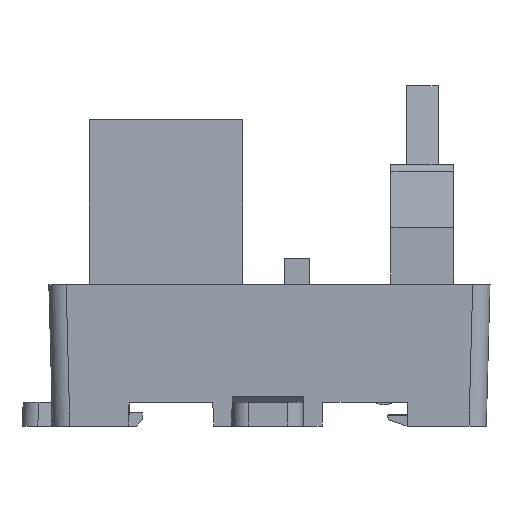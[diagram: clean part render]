
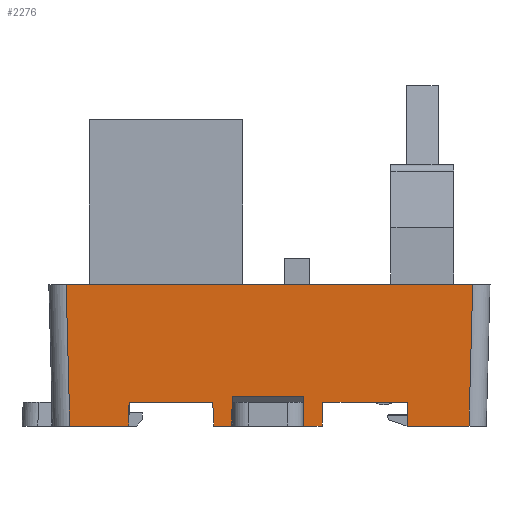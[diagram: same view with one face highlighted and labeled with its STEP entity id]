
A CAD part, left-side view. The second image highlights one B-rep face of the part: STEP entity #2276.
In plain terms, the highlighted planar face has unit normal (-1, 0, -0.026).
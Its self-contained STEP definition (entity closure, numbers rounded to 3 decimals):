
#1512=FACE_OUTER_BOUND('',#4123,.T.);
#2276=ADVANCED_FACE('',(#1512),#3074,.T.);
#3074=PLANE('',#16960);
#4123=EDGE_LOOP('',(#5830,#5831,#5832,#5833,#5834,#5835,#5836,#5837,#5838,
#5839,#5840,#5841,#5842,#5843,#5844,#5845));
#5830=ORIENTED_EDGE('',*,*,#10932,.T.);
#5831=ORIENTED_EDGE('',*,*,#11204,.F.);
#5832=ORIENTED_EDGE('',*,*,#11205,.T.);
#5833=ORIENTED_EDGE('',*,*,#11206,.F.);
#5834=ORIENTED_EDGE('',*,*,#11207,.T.);
#5835=ORIENTED_EDGE('',*,*,#11208,.F.);
#5836=ORIENTED_EDGE('',*,*,#11209,.T.);
#5837=ORIENTED_EDGE('',*,*,#11210,.T.);
#5838=ORIENTED_EDGE('',*,*,#10918,.T.);
#5839=ORIENTED_EDGE('',*,*,#11197,.T.);
#5840=ORIENTED_EDGE('',*,*,#11122,.T.);
#5841=ORIENTED_EDGE('',*,*,#11200,.T.);
#5842=ORIENTED_EDGE('',*,*,#11100,.F.);
#5843=ORIENTED_EDGE('',*,*,#11203,.T.);
#5844=ORIENTED_EDGE('',*,*,#11118,.T.);
#5845=ORIENTED_EDGE('',*,*,#11135,.F.);
#9434=VERTEX_POINT('',#22499);
#9435=VERTEX_POINT('',#22501);
#9448=VERTEX_POINT('',#22527);
#9449=VERTEX_POINT('',#22529);
#9574=VERTEX_POINT('',#22865);
#9575=VERTEX_POINT('',#22866);
#9585=VERTEX_POINT('',#22895);
#9586=VERTEX_POINT('',#22897);
#9589=VERTEX_POINT('',#22904);
#9590=VERTEX_POINT('',#22906);
#9631=VERTEX_POINT('',#23072);
#9632=VERTEX_POINT('',#23074);
#9633=VERTEX_POINT('',#23076);
#9634=VERTEX_POINT('',#23078);
#9635=VERTEX_POINT('',#23080);
#9636=VERTEX_POINT('',#23082);
#10918=EDGE_CURVE('',#9435,#9434,#13018,.T.);
#10932=EDGE_CURVE('',#9449,#9448,#13030,.T.);
#11100=EDGE_CURVE('',#9574,#9575,#13193,.T.);
#11118=EDGE_CURVE('',#9586,#9585,#13207,.T.);
#11122=EDGE_CURVE('',#9590,#9589,#13209,.T.);
#11135=EDGE_CURVE('',#9449,#9585,#13221,.T.);
#11197=EDGE_CURVE('',#9434,#9590,#13279,.T.);
#11200=EDGE_CURVE('',#9589,#9575,#13282,.T.);
#11203=EDGE_CURVE('',#9574,#9586,#13285,.T.);
#11204=EDGE_CURVE('',#9631,#9448,#13286,.T.);
#11205=EDGE_CURVE('',#9631,#9632,#13287,.T.);
#11206=EDGE_CURVE('',#9633,#9632,#13288,.T.);
#11207=EDGE_CURVE('',#9633,#9634,#13289,.T.);
#11208=EDGE_CURVE('',#9635,#9634,#13290,.T.);
#11209=EDGE_CURVE('',#9635,#9636,#13291,.T.);
#11210=EDGE_CURVE('',#9636,#9435,#13292,.T.);
#13018=LINE('',#22500,#15021);
#13030=LINE('',#22528,#15033);
#13193=LINE('',#22864,#15196);
#13207=LINE('',#22896,#15210);
#13209=LINE('',#22905,#15212);
#13221=LINE('',#22930,#15224);
#13279=LINE('',#23057,#15282);
#13282=LINE('',#23062,#15285);
#13285=LINE('',#23069,#15288);
#13286=LINE('',#23071,#15289);
#13287=LINE('',#23073,#15290);
#13288=LINE('',#23075,#15291);
#13289=LINE('',#23077,#15292);
#13290=LINE('',#23079,#15293);
#13291=LINE('',#23081,#15294);
#13292=LINE('',#23083,#15295);
#15021=VECTOR('',#18146,1.);
#15033=VECTOR('',#18162,1.);
#15196=VECTOR('',#18421,1.);
#15210=VECTOR('',#18447,1.);
#15212=VECTOR('',#18455,1.);
#15224=VECTOR('',#18475,1.);
#15282=VECTOR('',#18607,1.);
#15285=VECTOR('',#18614,1.);
#15288=VECTOR('',#18625,1.);
#15289=VECTOR('',#18628,1.);
#15290=VECTOR('',#18629,1.);
#15291=VECTOR('',#18630,1.);
#15292=VECTOR('',#18631,1.);
#15293=VECTOR('',#18632,1.);
#15294=VECTOR('',#18633,1.);
#15295=VECTOR('',#18634,1.);
#16960=AXIS2_PLACEMENT_3D('',#23084,#18635,#18636);
#18146=DIRECTION('',(0.,-1.,0.));
#18162=DIRECTION('',(0.,-1.,0.));
#18421=DIRECTION('',(0.,-1.,0.));
#18447=DIRECTION('',(0.,-1.,0.));
#18455=DIRECTION('',(0.,-1.,0.));
#18475=DIRECTION('',(0.026,0.017,-1.));
#18607=DIRECTION('',(0.026,-0.017,-1.));
#18614=DIRECTION('',(-0.026,-0.026,0.999));
#18625=DIRECTION('',(0.026,-0.026,-0.999));
#18628=DIRECTION('',(-0.026,0.035,0.999));
#18629=DIRECTION('',(0.,-1.,0.));
#18630=DIRECTION('',(0.026,0.009,-1.));
#18631=DIRECTION('',(0.,-1.,0.));
#18632=DIRECTION('',(-0.026,0.009,1.));
#18633=DIRECTION('',(0.,-1.,0.));
#18634=DIRECTION('',(-0.026,-0.035,0.999));
#18635=DIRECTION('',(-1.,0.,-0.026));
#18636=DIRECTION('',(-0.026,0.,1.));
#22499=CARTESIAN_POINT('',(-28.557,10.5,-15.));
#22500=CARTESIAN_POINT('',(-28.557,28.25,-15.));
#22501=CARTESIAN_POINT('',(-28.557,21.25,-15.));
#22527=CARTESIAN_POINT('',(-28.557,35.25,-15.));
#22528=CARTESIAN_POINT('',(-28.557,28.25,-15.));
#22529=CARTESIAN_POINT('',(-28.557,45.9,-15.));
#22864=CARTESIAN_POINT('',(-28.95,27.75,0.));
#22865=CARTESIAN_POINT('',(-28.95,53.901,0.));
#22866=CARTESIAN_POINT('',(-28.95,2.199,0.));
#22895=CARTESIAN_POINT('',(-28.479,45.952,-18.));
#22896=CARTESIAN_POINT('',(-28.479,28.25,-18.));
#22897=CARTESIAN_POINT('',(-28.479,53.429,-18.));
#22904=CARTESIAN_POINT('',(-28.479,2.671,-18.));
#22905=CARTESIAN_POINT('',(-28.479,27.75,-18.));
#22906=CARTESIAN_POINT('',(-28.479,10.448,-18.));
#22930=CARTESIAN_POINT('',(-28.526,45.921,-16.204));
#23057=CARTESIAN_POINT('',(-28.958,10.767,0.294));
#23062=CARTESIAN_POINT('',(-28.933,2.217,-0.66));
#23069=CARTESIAN_POINT('',(-28.933,53.884,-0.66));
#23071=CARTESIAN_POINT('',(-28.526,35.208,-16.202));
#23072=CARTESIAN_POINT('',(-28.479,35.145,-18.));
#23073=CARTESIAN_POINT('',(-28.479,28.25,-18.));
#23074=CARTESIAN_POINT('',(-28.479,32.826,-18.));
#23075=CARTESIAN_POINT('',(-28.951,32.669,0.04));
#23076=CARTESIAN_POINT('',(-28.576,32.794,-14.274));
#23077=CARTESIAN_POINT('',(-28.576,-181.195,-14.274));
#23078=CARTESIAN_POINT('',(-28.576,23.706,-14.274));
#23079=CARTESIAN_POINT('',(-28.951,23.831,0.032));
#23080=CARTESIAN_POINT('',(-28.479,23.674,-18.));
#23081=CARTESIAN_POINT('',(-28.479,28.25,-18.));
#23082=CARTESIAN_POINT('',(-28.479,21.355,-18.));
#23083=CARTESIAN_POINT('',(-28.944,20.735,-0.247));
#23084=CARTESIAN_POINT('',(-28.95,27.75,-0.003));
